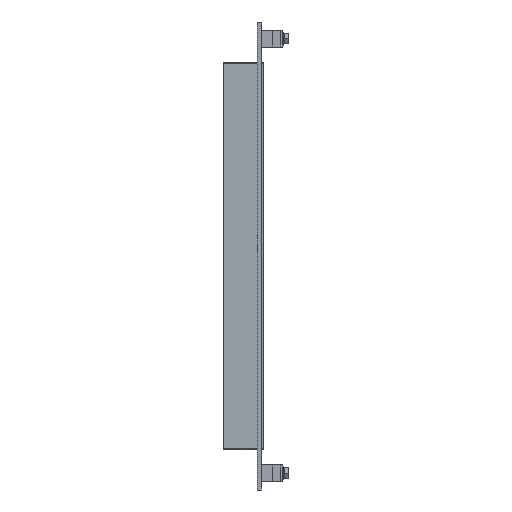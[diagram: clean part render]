
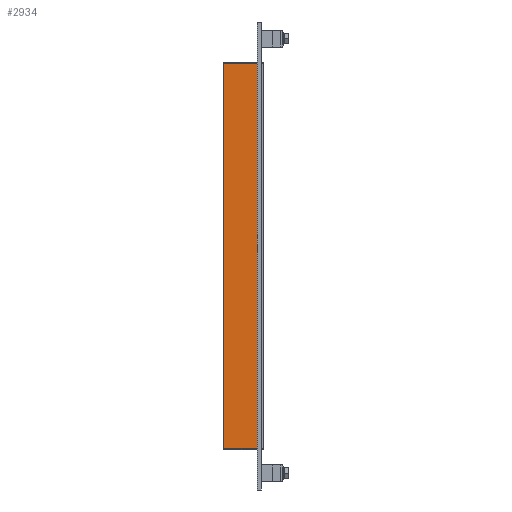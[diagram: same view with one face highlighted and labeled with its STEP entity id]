
A CAD part, left-side view. The second image highlights one B-rep face of the part: STEP entity #2934.
In plain terms, the highlighted planar face has unit normal (-1, 0, 0).
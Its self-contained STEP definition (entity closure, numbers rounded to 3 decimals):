
#1738=CARTESIAN_POINT('',(-392.5,57.0,-288.0));
#1739=VERTEX_POINT('',#1738);
#1748=CARTESIAN_POINT('',(-392.5,57.0,288.));
#1749=VERTEX_POINT('',#1748);
#1750=CARTESIAN_POINT('',(-392.5,57.0,-288.0));
#1751=DIRECTION('',(0.0,0.0,1.0));
#1752=VECTOR('',#1751,576.);
#1753=LINE('',#1750,#1752);
#1754=EDGE_CURVE('',#1739,#1749,#1753,.T.);
#2419=CARTESIAN_POINT('',(-392.5,6.,288.));
#2420=VERTEX_POINT('',#2419);
#2430=CARTESIAN_POINT('',(-392.5,6.,-288.0));
#2431=VERTEX_POINT('',#2430);
#2432=CARTESIAN_POINT('',(-392.5,6.,-288.0));
#2433=DIRECTION('',(0.0,0.0,1.0));
#2434=VECTOR('',#2433,576.);
#2435=LINE('',#2432,#2434);
#2436=EDGE_CURVE('',#2431,#2420,#2435,.T.);
#2867=CARTESIAN_POINT('',(-392.5,6.,-288.0));
#2868=DIRECTION('',(0.0,1.0,0.0));
#2869=VECTOR('',#2868,51.0);
#2870=LINE('',#2867,#2869);
#2871=EDGE_CURVE('',#2431,#1739,#2870,.T.);
#2918=CARTESIAN_POINT('',(-392.5,0.0,-290.0));
#2919=DIRECTION('',(-1.0,0.0,0.0));
#2920=DIRECTION('',(0.0,0.0,1.0));
#2921=AXIS2_PLACEMENT_3D('',#2918,#2919,#2920);
#2922=PLANE('',#2921);
#2923=ORIENTED_EDGE('',*,*,#2436,.T.);
#2924=CARTESIAN_POINT('',(-392.5,57.0,288.));
#2925=DIRECTION('',(0.0,-1.0,0.0));
#2926=VECTOR('',#2925,51.0);
#2927=LINE('',#2924,#2926);
#2928=EDGE_CURVE('',#1749,#2420,#2927,.T.);
#2929=ORIENTED_EDGE('',*,*,#2928,.F.);
#2930=ORIENTED_EDGE('',*,*,#1754,.F.);
#2931=ORIENTED_EDGE('',*,*,#2871,.F.);
#2932=EDGE_LOOP('',(#2923,#2929,#2930,#2931));
#2933=FACE_OUTER_BOUND('',#2932,.T.);
#2934=ADVANCED_FACE('',(#2933),#2922,.T.);
